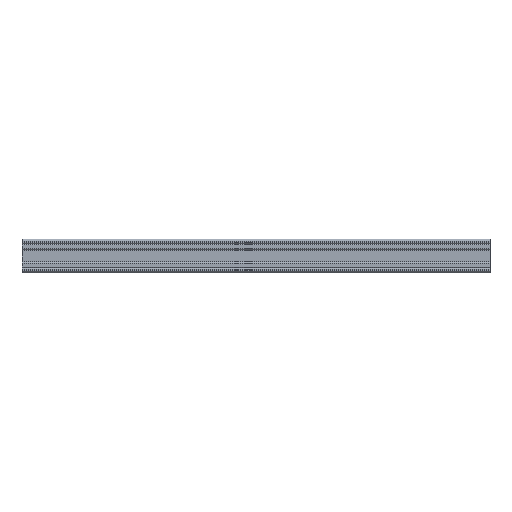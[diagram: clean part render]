
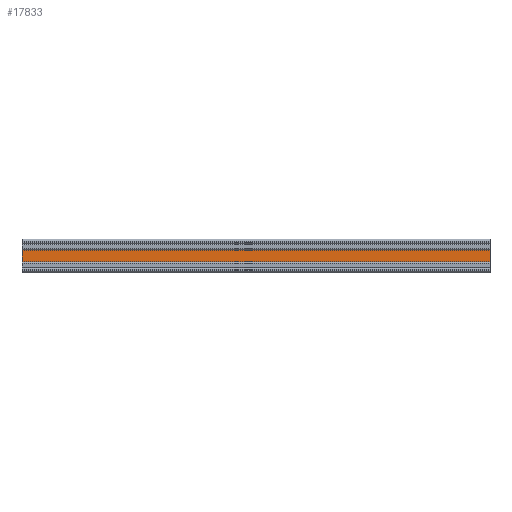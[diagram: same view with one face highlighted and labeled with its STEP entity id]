
A CAD part, left-side view. The second image highlights one B-rep face of the part: STEP entity #17833.
In plain terms, the highlighted planar face has unit normal (-1, 0, 0).
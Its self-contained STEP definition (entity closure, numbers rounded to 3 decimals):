
#816 = LINE ( 'NONE', #33357, #19740 ) ;
#1724 = DIRECTION ( 'NONE',  ( 0., 0., 1. ) ) ;
#2725 = CARTESIAN_POINT ( 'NONE',  ( -0.214, 10.5, 0.182 ) ) ;
#3589 = DIRECTION ( 'NONE',  ( 1., 0., 0. ) ) ;
#3859 = LINE ( 'NONE', #27350, #15036 ) ;
#5158 = VECTOR ( 'NONE', #7875, 39.37 ) ;
#6267 = DIRECTION ( 'NONE',  ( 0., -1., 0. ) ) ;
#7875 = DIRECTION ( 'NONE',  ( 0., -1., 0. ) ) ;
#8458 = EDGE_CURVE ( 'NONE', #10590, #9847, #8881, .T. ) ;
#8694 = CARTESIAN_POINT ( 'NONE',  ( -0.215, 10.5, -0.182 ) ) ;
#8881 = LINE ( 'NONE', #25206, #28236 ) ;
#9510 = FACE_OUTER_BOUND ( 'NONE', #30618, .T. ) ;
#9847 = VERTEX_POINT ( 'NONE', #27162 ) ;
#10014 = AXIS2_PLACEMENT_3D ( 'NONE', #22143, #3589, #27212 ) ;
#10590 = VERTEX_POINT ( 'NONE', #33979 ) ;
#11946 = DIRECTION ( 'NONE',  ( 0., 0., 1. ) ) ;
#14107 = PLANE ( 'NONE',  #10014 ) ;
#14486 = EDGE_CURVE ( 'NONE', #17860, #10590, #3859, .T. ) ;
#15036 = VECTOR ( 'NONE', #6267, 39.37 ) ;
#17833 = ADVANCED_FACE ( 'NONE', ( #9510 ), #14107, .F. ) ;
#17860 = VERTEX_POINT ( 'NONE', #8694 ) ;
#19740 = VECTOR ( 'NONE', #1724, 39.37 ) ;
#20533 = ORIENTED_EDGE ( 'NONE', *, *, #32140, .F. ) ;
#21269 = ORIENTED_EDGE ( 'NONE', *, *, #25379, .F. ) ;
#22143 = CARTESIAN_POINT ( 'NONE',  ( -0.215, 10.666, 0. ) ) ;
#22893 = ORIENTED_EDGE ( 'NONE', *, *, #14486, .T. ) ;
#23563 = CARTESIAN_POINT ( 'NONE',  ( -0.214, 10.5, 0.182 ) ) ;
#24865 = VERTEX_POINT ( 'NONE', #2725 ) ;
#25206 = CARTESIAN_POINT ( 'NONE',  ( -0.215, 0., 0. ) ) ;
#25379 = EDGE_CURVE ( 'NONE', #17860, #24865, #816, .T. ) ;
#27162 = CARTESIAN_POINT ( 'NONE',  ( -0.214, 0., 0.182 ) ) ;
#27212 = DIRECTION ( 'NONE',  ( 0., 0., -1. ) ) ;
#27350 = CARTESIAN_POINT ( 'NONE',  ( -0.215, 10.5, -0.182 ) ) ;
#27469 = LINE ( 'NONE', #23563, #5158 ) ;
#28236 = VECTOR ( 'NONE', #11946, 39.37 ) ;
#29635 = ORIENTED_EDGE ( 'NONE', *, *, #8458, .T. ) ;
#30618 = EDGE_LOOP ( 'NONE', ( #21269, #22893, #29635, #20533 ) ) ;
#32140 = EDGE_CURVE ( 'NONE', #24865, #9847, #27469, .T. ) ;
#33357 = CARTESIAN_POINT ( 'NONE',  ( -0.215, 10.5, 0. ) ) ;
#33979 = CARTESIAN_POINT ( 'NONE',  ( -0.215, 0., -0.182 ) ) ;
